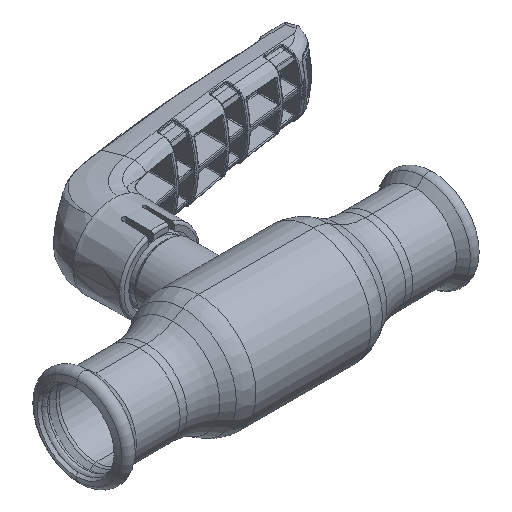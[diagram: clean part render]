
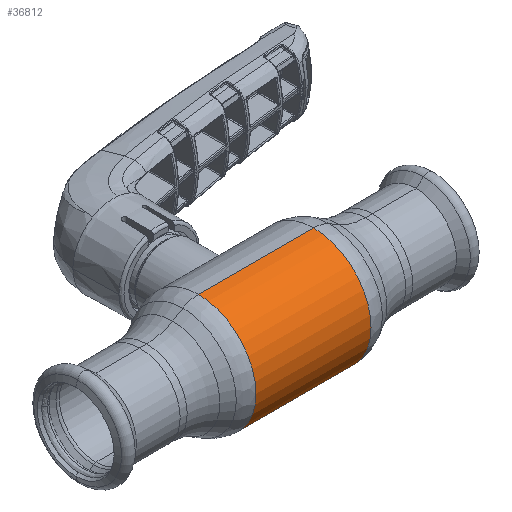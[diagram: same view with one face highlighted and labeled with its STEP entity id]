
A CAD part, isometric view. The second image highlights one B-rep face of the part: STEP entity #36812.
In plain terms, the highlighted cylindrical face has radius 22.25 mm (diameter 44.5 mm), a partial arc.
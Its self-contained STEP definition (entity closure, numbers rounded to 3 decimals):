
#127 = VERTEX_POINT ( 'NONE', #40962 ) ;
#1834 = VERTEX_POINT ( 'NONE', #50981 ) ;
#5709 = VERTEX_POINT ( 'NONE', #54492 ) ;
#6859 = EDGE_CURVE ( 'NONE', #127, #5709, #28721, .T. ) ;
#8649 = CYLINDRICAL_SURFACE ( 'NONE', #47694, 22.25 ) ;
#8773 = CIRCLE ( 'NONE', #59458, 22.25 ) ;
#9476 = EDGE_CURVE ( 'NONE', #28276, #1834, #10631, .T. ) ;
#10631 = LINE ( 'NONE', #55893, #33686 ) ;
#13323 = DIRECTION ( 'NONE',  ( -1., 0., 0. ) ) ;
#13524 = DIRECTION ( 'NONE',  ( 0., 0., 1. ) ) ;
#13629 = DIRECTION ( 'NONE',  ( 0., 0., 1. ) ) ;
#17887 = ORIENTED_EDGE ( 'NONE', *, *, #9476, .T. ) ;
#18573 = ORIENTED_EDGE ( 'NONE', *, *, #28297, .T. ) ;
#20341 = DIRECTION ( 'NONE',  ( 0., 0., 1. ) ) ;
#28276 = VERTEX_POINT ( 'NONE', #53555 ) ;
#28297 = EDGE_CURVE ( 'NONE', #127, #28276, #8773, .T. ) ;
#28695 = CIRCLE ( 'NONE', #46939, 22.25 ) ;
#28721 = LINE ( 'NONE', #56188, #63285 ) ;
#33686 = VECTOR ( 'NONE', #37928, 1000. ) ;
#34016 = CARTESIAN_POINT ( 'NONE',  ( 22.285, 0., 0. ) ) ;
#36812 = ADVANCED_FACE ( 'NONE', ( #54044 ), #8649, .T. ) ;
#37928 = DIRECTION ( 'NONE',  ( -1., 0., 0. ) ) ;
#38189 = CARTESIAN_POINT ( 'NONE',  ( -22.285, 0., 0. ) ) ;
#39792 = CARTESIAN_POINT ( 'NONE',  ( -62.69, 0., 0. ) ) ;
#40962 = CARTESIAN_POINT ( 'NONE',  ( 22.285, 0., -22.25 ) ) ;
#46939 = AXIS2_PLACEMENT_3D ( 'NONE', #38189, #13323, #13524 ) ;
#47694 = AXIS2_PLACEMENT_3D ( 'NONE', #39792, #49055, #20341 ) ;
#47735 = DIRECTION ( 'NONE',  ( -1., 0., 0. ) ) ;
#49055 = DIRECTION ( 'NONE',  ( -1., 0., 0. ) ) ;
#50981 = CARTESIAN_POINT ( 'NONE',  ( -22.285, 0., 22.25 ) ) ;
#53283 = EDGE_CURVE ( 'NONE', #5709, #1834, #28695, .T. ) ;
#53555 = CARTESIAN_POINT ( 'NONE',  ( 22.285, 0., 22.25 ) ) ;
#54044 = FACE_OUTER_BOUND ( 'NONE', #54820, .T. ) ;
#54492 = CARTESIAN_POINT ( 'NONE',  ( -22.285, 0., -22.25 ) ) ;
#54820 = EDGE_LOOP ( 'NONE', ( #63207, #18573, #17887, #63077 ) ) ;
#55342 = DIRECTION ( 'NONE',  ( -1., 0., 0. ) ) ;
#55893 = CARTESIAN_POINT ( 'NONE',  ( -62.69, 0., 22.25 ) ) ;
#56188 = CARTESIAN_POINT ( 'NONE',  ( -62.69, 0., -22.25 ) ) ;
#59458 = AXIS2_PLACEMENT_3D ( 'NONE', #34016, #47735, #13629 ) ;
#63077 = ORIENTED_EDGE ( 'NONE', *, *, #53283, .F. ) ;
#63207 = ORIENTED_EDGE ( 'NONE', *, *, #6859, .F. ) ;
#63285 = VECTOR ( 'NONE', #55342, 1000. ) ;
